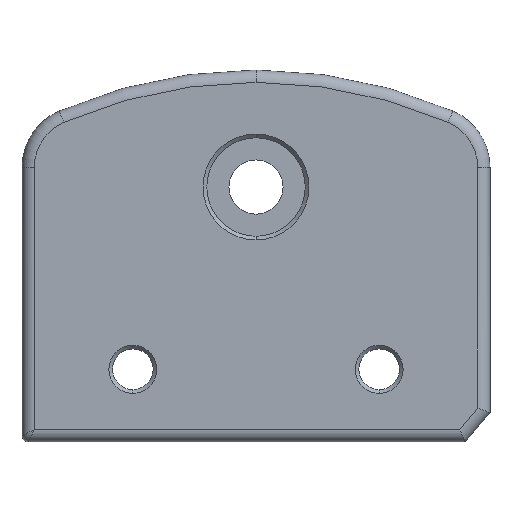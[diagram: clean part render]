
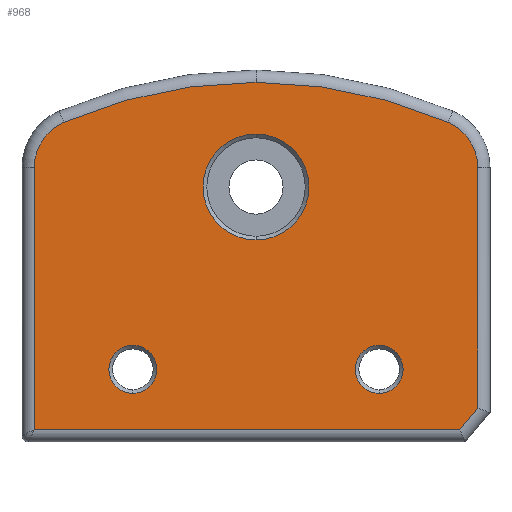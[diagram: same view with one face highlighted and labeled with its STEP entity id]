
A CAD part, front view. The second image highlights one B-rep face of the part: STEP entity #968.
In plain terms, the highlighted planar face has unit normal (0, -1, 0).
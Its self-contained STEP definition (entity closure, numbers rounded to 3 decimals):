
#6 = CIRCLE ( 'NONE', #174, 4. ) ;
#30 = VERTEX_POINT ( 'NONE', #1698 ) ;
#47 = VECTOR ( 'NONE', #245, 1000. ) ;
#71 = VERTEX_POINT ( 'NONE', #791 ) ;
#85 = DIRECTION ( 'NONE',  ( 0., 1., 0. ) ) ;
#89 = EDGE_CURVE ( 'NONE', #95, #508, #1789, .T. ) ;
#95 = VERTEX_POINT ( 'NONE', #1777 ) ;
#105 = DIRECTION ( 'NONE',  ( 0., -1., 0. ) ) ;
#112 = ORIENTED_EDGE ( 'NONE', *, *, #1369, .T. ) ;
#114 = DIRECTION ( 'NONE',  ( 0., 0., 1. ) ) ;
#125 = EDGE_CURVE ( 'NONE', #641, #789, #1208, .T. ) ;
#143 = DIRECTION ( 'NONE',  ( 0., -1., 0. ) ) ;
#170 = EDGE_CURVE ( 'NONE', #1007, #641, #734, .T. ) ;
#173 = EDGE_CURVE ( 'NONE', #1389, #751, #990, .T. ) ;
#174 = AXIS2_PLACEMENT_3D ( 'NONE', #1621, #1636, #1501 ) ;
#193 = ORIENTED_EDGE ( 'NONE', *, *, #173, .T. ) ;
#202 = CARTESIAN_POINT ( 'NONE',  ( -10., -3., -16.75 ) ) ;
#245 = DIRECTION ( 'NONE',  ( 0., 0., 1. ) ) ;
#257 = CIRCLE ( 'NONE', #404, 4. ) ;
#301 = EDGE_LOOP ( 'NONE', ( #880, #193 ) ) ;
#320 = EDGE_LOOP ( 'NONE', ( #1482, #706, #724, #1590, #1075, #733, #112, #1040 ) ) ;
#324 = FACE_BOUND ( 'NONE', #301, .T. ) ;
#328 = LINE ( 'NONE', #465, #943 ) ;
#344 = FACE_OUTER_BOUND ( 'NONE', #320, .T. ) ;
#403 = DIRECTION ( 'NONE',  ( 0., 0., 1. ) ) ;
#404 = AXIS2_PLACEMENT_3D ( 'NONE', #1380, #143, #690 ) ;
#448 = AXIS2_PLACEMENT_3D ( 'NONE', #1313, #1438, #494 ) ;
#465 = CARTESIAN_POINT ( 'NONE',  ( -18., -3., 0. ) ) ;
#494 = DIRECTION ( 'NONE',  ( 0., 0., 1. ) ) ;
#503 = CIRCLE ( 'NONE', #1060, 1.95 ) ;
#507 = ORIENTED_EDGE ( 'NONE', *, *, #868, .T. ) ;
#508 = VERTEX_POINT ( 'NONE', #1455 ) ;
#530 = VERTEX_POINT ( 'NONE', #870 ) ;
#533 = LINE ( 'NONE', #1505, #1500 ) ;
#541 = EDGE_CURVE ( 'NONE', #1253, #530, #643, .T. ) ;
#547 = DIRECTION ( 'NONE',  ( 1., 0., 0. ) ) ;
#550 = DIRECTION ( 'NONE',  ( 0., 0., 1. ) ) ;
#582 = EDGE_CURVE ( 'NONE', #30, #71, #328, .T. ) ;
#600 = FACE_BOUND ( 'NONE', #1615, .T. ) ;
#613 = AXIS2_PLACEMENT_3D ( 'NONE', #693, #993, #1129 ) ;
#641 = VERTEX_POINT ( 'NONE', #975 ) ;
#643 = CIRCLE ( 'NONE', #613, 1.95 ) ;
#681 = AXIS2_PLACEMENT_3D ( 'NONE', #1767, #105, #114 ) ;
#690 = DIRECTION ( 'NONE',  ( 0., 0., 1. ) ) ;
#693 = CARTESIAN_POINT ( 'NONE',  ( 10., -3., -14.8 ) ) ;
#697 = DIRECTION ( 'NONE',  ( 0., 1., 0. ) ) ;
#706 = ORIENTED_EDGE ( 'NONE', *, *, #1441, .T. ) ;
#723 = DIRECTION ( 'NONE',  ( 0., 1., 0. ) ) ;
#724 = ORIENTED_EDGE ( 'NONE', *, *, #170, .T. ) ;
#733 = ORIENTED_EDGE ( 'NONE', *, *, #89, .T. ) ;
#734 = LINE ( 'NONE', #1715, #1228 ) ;
#742 = CARTESIAN_POINT ( 'NONE',  ( 16.534, -3., -19.7 ) ) ;
#751 = VERTEX_POINT ( 'NONE', #202 ) ;
#789 = VERTEX_POINT ( 'NONE', #1263 ) ;
#791 = CARTESIAN_POINT ( 'NONE',  ( -18., -3., -19.7 ) ) ;
#819 = DIRECTION ( 'NONE',  ( 0., 0., 1. ) ) ;
#859 = VERTEX_POINT ( 'NONE', #1126 ) ;
#868 = EDGE_CURVE ( 'NONE', #530, #1253, #1371, .T. ) ;
#870 = CARTESIAN_POINT ( 'NONE',  ( 10., -3., -12.85 ) ) ;
#880 = ORIENTED_EDGE ( 'NONE', *, *, #1110, .T. ) ;
#931 = DIRECTION ( 'NONE',  ( 0., 0., 1. ) ) ;
#933 = CARTESIAN_POINT ( 'NONE',  ( 18., -3., 1.578 ) ) ;
#943 = VECTOR ( 'NONE', #986, 1000. ) ;
#954 = CARTESIAN_POINT ( 'NONE',  ( 0., -3., -30.5 ) ) ;
#966 = AXIS2_PLACEMENT_3D ( 'NONE', #1209, #1388, #403 ) ;
#968 = ADVANCED_FACE ( 'NONE', ( #600, #324, #1413, #344 ), #1549, .F. ) ;
#975 = CARTESIAN_POINT ( 'NONE',  ( 18., -3., -17.953 ) ) ;
#986 = DIRECTION ( 'NONE',  ( 0., 0., -1. ) ) ;
#990 = CIRCLE ( 'NONE', #448, 1.95 ) ;
#993 = DIRECTION ( 'NONE',  ( 0., 1., 0. ) ) ;
#1007 = VERTEX_POINT ( 'NONE', #742 ) ;
#1031 = CIRCLE ( 'NONE', #1787, 39. ) ;
#1036 = VERTEX_POINT ( 'NONE', #1405 ) ;
#1040 = ORIENTED_EDGE ( 'NONE', *, *, #1261, .T. ) ;
#1058 = EDGE_LOOP ( 'NONE', ( #1476, #507 ) ) ;
#1060 = AXIS2_PLACEMENT_3D ( 'NONE', #1066, #85, #931 ) ;
#1066 = CARTESIAN_POINT ( 'NONE',  ( -10., -3., -14.8 ) ) ;
#1075 = ORIENTED_EDGE ( 'NONE', *, *, #1093, .T. ) ;
#1093 = EDGE_CURVE ( 'NONE', #789, #95, #6, .T. ) ;
#1110 = EDGE_CURVE ( 'NONE', #751, #1389, #503, .T. ) ;
#1126 = CARTESIAN_POINT ( 'NONE',  ( -15.6, -3., 5.244 ) ) ;
#1129 = DIRECTION ( 'NONE',  ( 0., 0., 1. ) ) ;
#1165 = ORIENTED_EDGE ( 'NONE', *, *, #1494, .T. ) ;
#1173 = DIRECTION ( 'NONE',  ( 0., 0., 1. ) ) ;
#1208 = LINE ( 'NONE', #933, #47 ) ;
#1209 = CARTESIAN_POINT ( 'NONE',  ( 10., -3., -14.8 ) ) ;
#1224 = CARTESIAN_POINT ( 'NONE',  ( 0., -3., 0. ) ) ;
#1228 = VECTOR ( 'NONE', #1291, 1000. ) ;
#1242 = CIRCLE ( 'NONE', #1776, 4.3 ) ;
#1253 = VERTEX_POINT ( 'NONE', #1373 ) ;
#1261 = EDGE_CURVE ( 'NONE', #859, #30, #257, .T. ) ;
#1263 = CARTESIAN_POINT ( 'NONE',  ( 18., -3., 1.578 ) ) ;
#1287 = CARTESIAN_POINT ( 'NONE',  ( 0., -3., 4.3 ) ) ;
#1288 = CARTESIAN_POINT ( 'NONE',  ( 0., -3., 0. ) ) ;
#1291 = DIRECTION ( 'NONE',  ( 0.643, 0., 0.766 ) ) ;
#1295 = ORIENTED_EDGE ( 'NONE', *, *, #1308, .T. ) ;
#1308 = EDGE_CURVE ( 'NONE', #1036, #1599, #1398, .T. ) ;
#1313 = CARTESIAN_POINT ( 'NONE',  ( -10., -3., -14.8 ) ) ;
#1369 = EDGE_CURVE ( 'NONE', #508, #859, #1031, .T. ) ;
#1371 = CIRCLE ( 'NONE', #966, 1.95 ) ;
#1373 = CARTESIAN_POINT ( 'NONE',  ( 10., -3., -16.75 ) ) ;
#1376 = AXIS2_PLACEMENT_3D ( 'NONE', #1644, #1538, #1516 ) ;
#1377 = DIRECTION ( 'NONE',  ( 0., -1., 0. ) ) ;
#1380 = CARTESIAN_POINT ( 'NONE',  ( -14., -3., 1.578 ) ) ;
#1388 = DIRECTION ( 'NONE',  ( 0., 1., 0. ) ) ;
#1389 = VERTEX_POINT ( 'NONE', #1794 ) ;
#1398 = CIRCLE ( 'NONE', #1376, 4.3 ) ;
#1405 = CARTESIAN_POINT ( 'NONE',  ( 0., -3., -4.3 ) ) ;
#1413 = FACE_BOUND ( 'NONE', #1058, .T. ) ;
#1438 = DIRECTION ( 'NONE',  ( 0., 1., 0. ) ) ;
#1441 = EDGE_CURVE ( 'NONE', #71, #1007, #533, .T. ) ;
#1455 = CARTESIAN_POINT ( 'NONE',  ( 0., -3., 8.5 ) ) ;
#1476 = ORIENTED_EDGE ( 'NONE', *, *, #541, .T. ) ;
#1482 = ORIENTED_EDGE ( 'NONE', *, *, #582, .T. ) ;
#1494 = EDGE_CURVE ( 'NONE', #1599, #1036, #1242, .T. ) ;
#1500 = VECTOR ( 'NONE', #547, 1000. ) ;
#1501 = DIRECTION ( 'NONE',  ( 0., 0., 1. ) ) ;
#1505 = CARTESIAN_POINT ( 'NONE',  ( 0., -3., -19.7 ) ) ;
#1515 = AXIS2_PLACEMENT_3D ( 'NONE', #1288, #723, #1173 ) ;
#1516 = DIRECTION ( 'NONE',  ( 0., 0., 1. ) ) ;
#1538 = DIRECTION ( 'NONE',  ( 0., 1., 0. ) ) ;
#1549 = PLANE ( 'NONE',  #1515 ) ;
#1590 = ORIENTED_EDGE ( 'NONE', *, *, #125, .T. ) ;
#1599 = VERTEX_POINT ( 'NONE', #1287 ) ;
#1615 = EDGE_LOOP ( 'NONE', ( #1295, #1165 ) ) ;
#1621 = CARTESIAN_POINT ( 'NONE',  ( 14., -3., 1.578 ) ) ;
#1636 = DIRECTION ( 'NONE',  ( 0., -1., 0. ) ) ;
#1644 = CARTESIAN_POINT ( 'NONE',  ( 0., -3., 0. ) ) ;
#1698 = CARTESIAN_POINT ( 'NONE',  ( -18., -3., 1.578 ) ) ;
#1715 = CARTESIAN_POINT ( 'NONE',  ( 18.234, -3., -17.674 ) ) ;
#1767 = CARTESIAN_POINT ( 'NONE',  ( 0., -3., -30.5 ) ) ;
#1776 = AXIS2_PLACEMENT_3D ( 'NONE', #1224, #697, #550 ) ;
#1777 = CARTESIAN_POINT ( 'NONE',  ( 15.6, -3., 5.244 ) ) ;
#1787 = AXIS2_PLACEMENT_3D ( 'NONE', #954, #1377, #819 ) ;
#1789 = CIRCLE ( 'NONE', #681, 39. ) ;
#1794 = CARTESIAN_POINT ( 'NONE',  ( -10., -3., -12.85 ) ) ;
